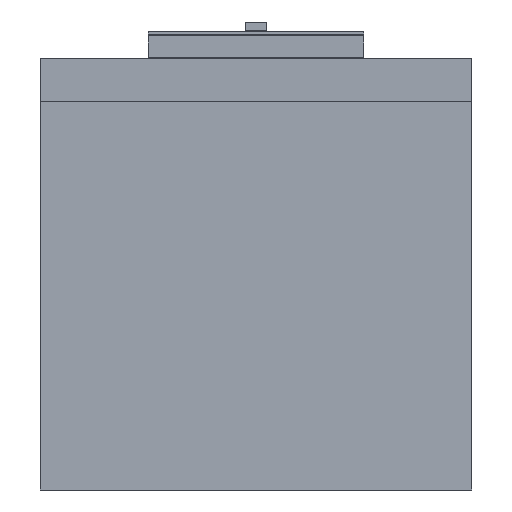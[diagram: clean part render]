
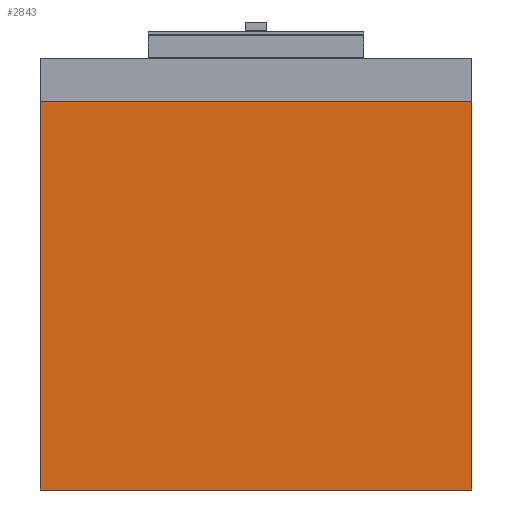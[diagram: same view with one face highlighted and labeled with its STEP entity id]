
A CAD part, front view. The second image highlights one B-rep face of the part: STEP entity #2843.
In plain terms, the highlighted planar face has unit normal (0, -1, 0).
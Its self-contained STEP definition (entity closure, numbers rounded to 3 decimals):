
#2061=DIRECTION('',(0.,0.,-1.));
#2062=VECTOR('',#2061,18.);
#2063=CARTESIAN_POINT('',(-10.,-9.,-3.252));
#2064=LINE('',#2063,#2062);
#2187=DIRECTION('',(-1.,0.,0.));
#2188=VECTOR('',#2187,20.);
#2189=CARTESIAN_POINT('',(10.,-9.,-3.252));
#2190=LINE('',#2189,#2188);
#2369=DIRECTION('',(-1.,0.,0.));
#2370=VECTOR('',#2369,20.);
#2371=CARTESIAN_POINT('',(10.,-9.,-21.252));
#2372=LINE('',#2371,#2370);
#2411=DIRECTION('',(0.,0.,-1.));
#2412=VECTOR('',#2411,18.);
#2413=CARTESIAN_POINT('',(10.,-9.,-3.252));
#2414=LINE('',#2413,#2412);
#2473=CARTESIAN_POINT('',(10.,-9.,-21.252));
#2475=VERTEX_POINT('',#2473);
#2476=CARTESIAN_POINT('',(-10.,-9.,-21.252));
#2477=VERTEX_POINT('',#2476);
#2504=CARTESIAN_POINT('',(10.,-9.,-3.252));
#2505=CARTESIAN_POINT('',(-10.,-9.,-3.252));
#2506=VERTEX_POINT('',#2504);
#2507=VERTEX_POINT('',#2505);
#2832=CARTESIAN_POINT('',(10.,-9.,-3.252));
#2833=DIRECTION('',(0.,-1.,0.));
#2834=DIRECTION('',(-1.,0.,0.));
#2835=AXIS2_PLACEMENT_3D('',#2832,#2833,#2834);
#2836=PLANE('',#2835);
#2837=ORIENTED_EDGE('',*,*,#2640,.F.);
#2838=ORIENTED_EDGE('',*,*,#2688,.T.);
#2839=ORIENTED_EDGE('',*,*,#2767,.T.);
#2840=ORIENTED_EDGE('',*,*,#2558,.F.);
#2841=EDGE_LOOP('',(#2837,#2838,#2839,#2840));
#2842=FACE_OUTER_BOUND('',#2841,.F.);
#2843=ADVANCED_FACE('',(#2842),#2836,.T.);
#2558=EDGE_CURVE('',#2507,#2477,#2064,.T.);
#2640=EDGE_CURVE('',#2506,#2507,#2190,.T.);
#2688=EDGE_CURVE('',#2506,#2475,#2414,.T.);
#2767=EDGE_CURVE('',#2475,#2477,#2372,.T.);
